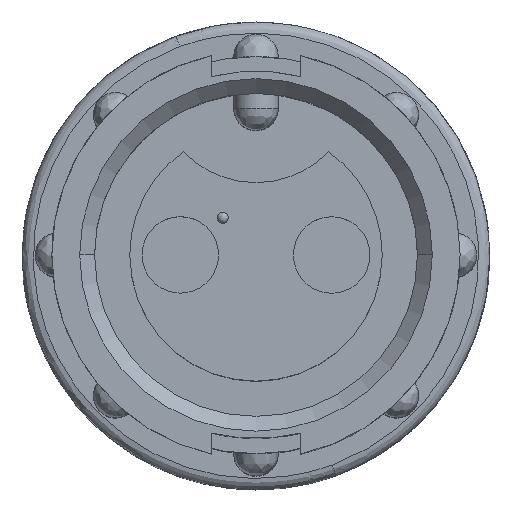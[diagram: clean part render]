
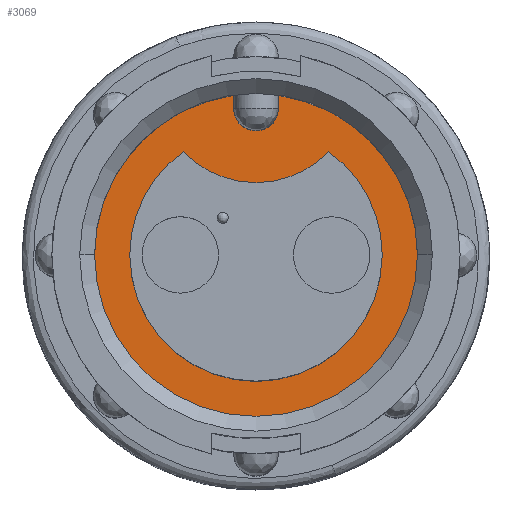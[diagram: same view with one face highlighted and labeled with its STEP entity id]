
A CAD part, top view. The second image highlights one B-rep face of the part: STEP entity #3069.
In plain terms, the highlighted planar face has unit normal (0, 0, 1).
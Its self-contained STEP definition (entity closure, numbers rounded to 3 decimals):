
#121 = DIRECTION ( 'NONE',  ( 1., 0., 0. ) ) ;
#128 = DIRECTION ( 'NONE',  ( 0., 0., 1. ) ) ;
#146 = EDGE_CURVE ( 'NONE', #9633, #5509, #8451, .T. ) ;
#148 = CARTESIAN_POINT ( 'NONE',  ( 0., 0., -8.382 ) ) ;
#207 = AXIS2_PLACEMENT_3D ( 'NONE', #7262, #311, #9848 ) ;
#298 = VERTEX_POINT ( 'NONE', #6981 ) ;
#311 = DIRECTION ( 'NONE',  ( 0., 0., 1. ) ) ;
#406 = DIRECTION ( 'NONE',  ( 0., 0., 1. ) ) ;
#480 = AXIS2_PLACEMENT_3D ( 'NONE', #3452, #3340, #3297 ) ;
#605 = CARTESIAN_POINT ( 'NONE',  ( 2.485, 3.531, -8.382 ) ) ;
#614 = CARTESIAN_POINT ( 'NONE',  ( 0.762, 5.472, -8.382 ) ) ;
#920 = AXIS2_PLACEMENT_3D ( 'NONE', #8043, #7971, #7905 ) ;
#940 = ORIENTED_EDGE ( 'NONE', *, *, #146, .F. ) ;
#1031 = CIRCLE ( 'NONE', #8207, 5.524 ) ;
#1264 = ORIENTED_EDGE ( 'NONE', *, *, #7806, .F. ) ;
#1359 = CARTESIAN_POINT ( 'NONE',  ( 5.524, 0., -8.382 ) ) ;
#1562 = DIRECTION ( 'NONE',  ( 0., -1., 0. ) ) ;
#1798 = AXIS2_PLACEMENT_3D ( 'NONE', #5234, #406, #6040 ) ;
#1824 = CIRCLE ( 'NONE', #480, 4.318 ) ;
#1918 = CARTESIAN_POINT ( 'NONE',  ( 4.318, 0., -8.382 ) ) ;
#1935 = ORIENTED_EDGE ( 'NONE', *, *, #9234, .T. ) ;
#2174 = EDGE_LOOP ( 'NONE', ( #4729, #1935, #9782, #9310, #6835, #5825 ) ) ;
#2209 = ORIENTED_EDGE ( 'NONE', *, *, #7388, .F. ) ;
#2210 = DIRECTION ( 'NONE',  ( -1., 0., 0. ) ) ;
#2266 = PLANE ( 'NONE',  #8952 ) ;
#2525 = VERTEX_POINT ( 'NONE', #5568 ) ;
#2704 = LINE ( 'NONE', #4845, #8725 ) ;
#2711 = CARTESIAN_POINT ( 'NONE',  ( 0., 4.318, -8.382 ) ) ;
#2919 = EDGE_CURVE ( 'NONE', #5463, #6939, #2704, .T. ) ;
#3069 = ADVANCED_FACE ( 'NONE', ( #6496, #6629 ), #2266, .F. ) ;
#3297 = DIRECTION ( 'NONE',  ( 1., 0., 0. ) ) ;
#3315 = ORIENTED_EDGE ( 'NONE', *, *, #4590, .F. ) ;
#3331 = CARTESIAN_POINT ( 'NONE',  ( 0., 0., -8.382 ) ) ;
#3340 = DIRECTION ( 'NONE',  ( 0., 0., 1. ) ) ;
#3452 = CARTESIAN_POINT ( 'NONE',  ( 0., 0., -8.382 ) ) ;
#3705 = VERTEX_POINT ( 'NONE', #6674 ) ;
#4445 = AXIS2_PLACEMENT_3D ( 'NONE', #8045, #8029, #8018 ) ;
#4564 = CARTESIAN_POINT ( 'NONE',  ( -4.318, 0., -8.382 ) ) ;
#4590 = EDGE_CURVE ( 'NONE', #298, #9923, #6201, .T. ) ;
#4729 = ORIENTED_EDGE ( 'NONE', *, *, #8665, .T. ) ;
#4777 = AXIS2_PLACEMENT_3D ( 'NONE', #3331, #8932, #5759 ) ;
#4845 = CARTESIAN_POINT ( 'NONE',  ( 0.762, 4.318, -8.382 ) ) ;
#5234 = CARTESIAN_POINT ( 'NONE',  ( 0., 5.016, -8.382 ) ) ;
#5278 = DIRECTION ( 'NONE',  ( 0., 0., -1. ) ) ;
#5410 = CARTESIAN_POINT ( 'NONE',  ( 0.762, 5.016, -8.382 ) ) ;
#5463 = VERTEX_POINT ( 'NONE', #5410 ) ;
#5509 = VERTEX_POINT ( 'NONE', #605 ) ;
#5568 = CARTESIAN_POINT ( 'NONE',  ( -0.762, 5.016, -8.382 ) ) ;
#5585 = DIRECTION ( 'NONE',  ( 0., 1., 0. ) ) ;
#5619 = VECTOR ( 'NONE', #1562, 1000. ) ;
#5759 = DIRECTION ( 'NONE',  ( 1., 0., 0. ) ) ;
#5825 = ORIENTED_EDGE ( 'NONE', *, *, #6051, .F. ) ;
#6040 = DIRECTION ( 'NONE',  ( -1., 0., 0. ) ) ;
#6051 = EDGE_CURVE ( 'NONE', #7851, #2525, #9545, .T. ) ;
#6199 = CIRCLE ( 'NONE', #920, 3.454 ) ;
#6201 = CIRCLE ( 'NONE', #4777, 4.318 ) ;
#6392 = AXIS2_PLACEMENT_3D ( 'NONE', #9224, #9196, #9167 ) ;
#6496 = FACE_OUTER_BOUND ( 'NONE', #2174, .T. ) ;
#6567 = CARTESIAN_POINT ( 'NONE',  ( -0.762, 5.472, -8.382 ) ) ;
#6629 = FACE_BOUND ( 'NONE', #9175, .T. ) ;
#6674 = CARTESIAN_POINT ( 'NONE',  ( -5.524, 0., -8.382 ) ) ;
#6835 = ORIENTED_EDGE ( 'NONE', *, *, #9688, .F. ) ;
#6939 = VERTEX_POINT ( 'NONE', #614 ) ;
#6981 = CARTESIAN_POINT ( 'NONE',  ( -2.485, 3.531, -8.382 ) ) ;
#7197 = CARTESIAN_POINT ( 'NONE',  ( -0.762, 4.318, -8.382 ) ) ;
#7262 = CARTESIAN_POINT ( 'NONE',  ( 0., 0., -8.382 ) ) ;
#7388 = EDGE_CURVE ( 'NONE', #9923, #9633, #1824, .T. ) ;
#7806 = EDGE_CURVE ( 'NONE', #5509, #298, #6199, .T. ) ;
#7851 = VERTEX_POINT ( 'NONE', #6567 ) ;
#7905 = DIRECTION ( 'NONE',  ( 1., 0., 0. ) ) ;
#7967 = CIRCLE ( 'NONE', #1798, 0.762 ) ;
#7971 = DIRECTION ( 'NONE',  ( 0., 0., -1. ) ) ;
#8018 = DIRECTION ( 'NONE',  ( 1., 0., 0. ) ) ;
#8029 = DIRECTION ( 'NONE',  ( 0., 0., 1. ) ) ;
#8043 = CARTESIAN_POINT ( 'NONE',  ( 0., 5.931, -8.382 ) ) ;
#8045 = CARTESIAN_POINT ( 'NONE',  ( 0., 0., -8.382 ) ) ;
#8207 = AXIS2_PLACEMENT_3D ( 'NONE', #148, #128, #121 ) ;
#8451 = CIRCLE ( 'NONE', #4445, 4.318 ) ;
#8480 = VERTEX_POINT ( 'NONE', #1359 ) ;
#8585 = EDGE_CURVE ( 'NONE', #8480, #6939, #1031, .T. ) ;
#8665 = EDGE_CURVE ( 'NONE', #7851, #3705, #9924, .T. ) ;
#8725 = VECTOR ( 'NONE', #5585, 1000. ) ;
#8921 = CIRCLE ( 'NONE', #207, 5.524 ) ;
#8932 = DIRECTION ( 'NONE',  ( 0., 0., 1. ) ) ;
#8952 = AXIS2_PLACEMENT_3D ( 'NONE', #2711, #5278, #2210 ) ;
#9167 = DIRECTION ( 'NONE',  ( 1., 0., 0. ) ) ;
#9175 = EDGE_LOOP ( 'NONE', ( #1264, #940, #2209, #3315 ) ) ;
#9196 = DIRECTION ( 'NONE',  ( 0., 0., 1. ) ) ;
#9224 = CARTESIAN_POINT ( 'NONE',  ( 0., 0., -8.382 ) ) ;
#9234 = EDGE_CURVE ( 'NONE', #3705, #8480, #8921, .T. ) ;
#9310 = ORIENTED_EDGE ( 'NONE', *, *, #2919, .F. ) ;
#9545 = LINE ( 'NONE', #7197, #5619 ) ;
#9633 = VERTEX_POINT ( 'NONE', #1918 ) ;
#9688 = EDGE_CURVE ( 'NONE', #2525, #5463, #7967, .T. ) ;
#9782 = ORIENTED_EDGE ( 'NONE', *, *, #8585, .T. ) ;
#9848 = DIRECTION ( 'NONE',  ( 1., 0., 0. ) ) ;
#9923 = VERTEX_POINT ( 'NONE', #4564 ) ;
#9924 = CIRCLE ( 'NONE', #6392, 5.524 ) ;
